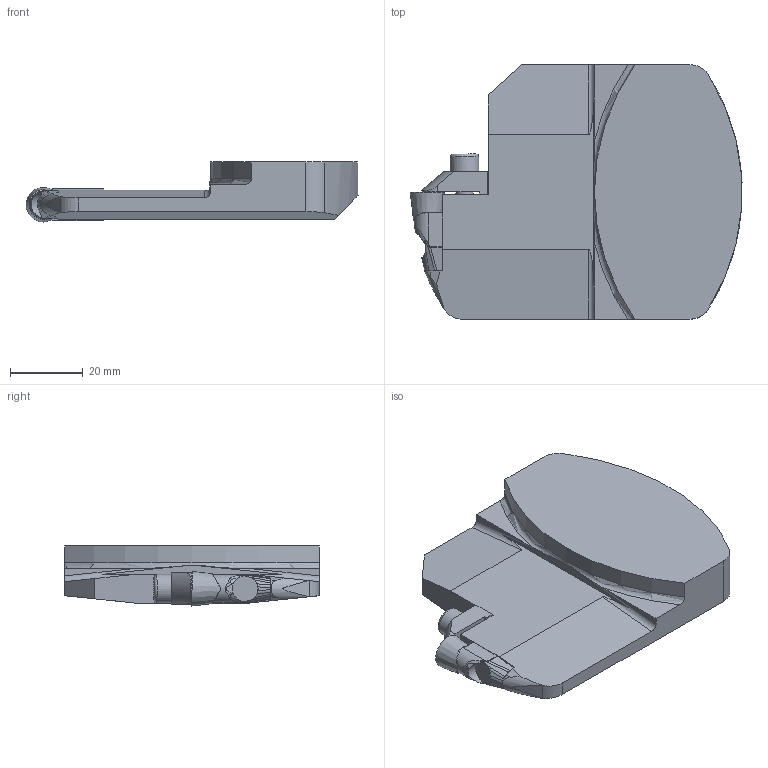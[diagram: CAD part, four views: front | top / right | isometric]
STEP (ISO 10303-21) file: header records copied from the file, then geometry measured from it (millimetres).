
FILE_DESCRIPTION(/* description */ (''),/* implementation_level */ '2;1');
FILE_NAME(/* name */ '1637578924497.stp',/* time_stamp */ '2021-11-22T16:32:21+05:00',/* author */ (''),/* organization */ ('SMS'),/* preprocessor_version */ 'ST-DEVELOPER v16.7',/* originating_system */ 'SIEMENS PLM Software NX 12.0',/* authorisation */ '');
FILE_SCHEMA (('AUTOMOTIVE_DESIGN { 1 0 10303 214 3 1 1 1 }'));
Length unit declared in the file: millimetre
Products named in the file (4): 203686281mod000_00; ASSEMBLY_CONSTRUCTION; 203701249mod000_01; 203701247mod000_01
Assembly tree (3 placements, depth 2):
  203701247mod000_01
    203701249mod000_01
    ASSEMBLY_CONSTRUCTION
    203686281mod000_00
Bounding box: 91.34 x 70 x 16.51 mm (x, y, z)
Volume: 55899.6 mm3; surface area: 14258.8 mm2
Topology: 2 solids, 2 shells, 97 faces, 259 edges, 175 vertices
Faces by surface type: plane 57, cylinder 28, bspline 9, torus 2, cone 1
Full cylindrical faces by diameter (mm): 4.826 x1, 7.9 x1
Entity records: 3595 total; most frequent: CARTESIAN_POINT 1005, DIRECTION 508, ORIENTED_EDGE 504, EDGE_CURVE 252, AXIS2_PLACEMENT_3D 186, VERTEX_POINT 164, LINE 136, VECTOR 136
